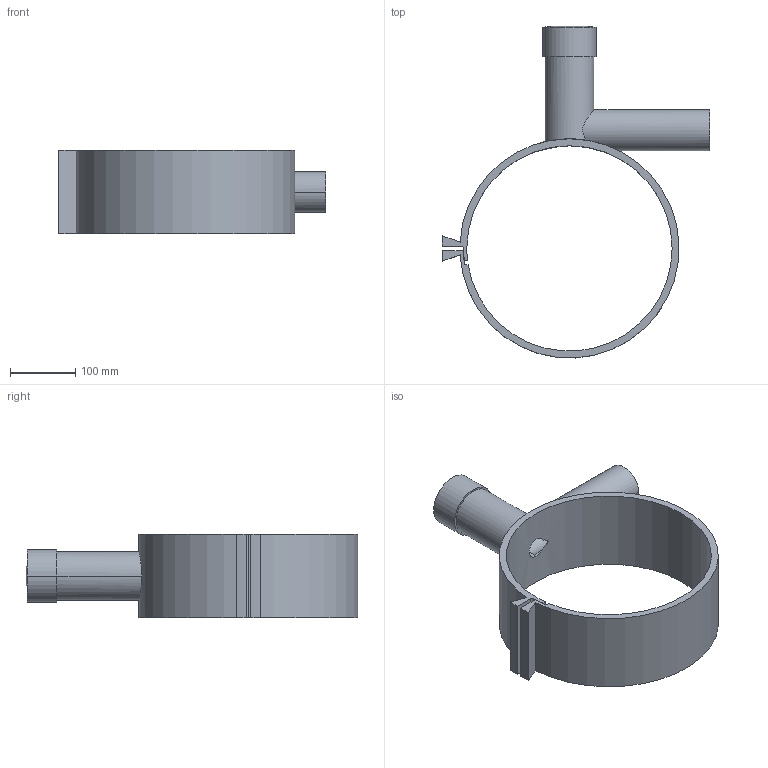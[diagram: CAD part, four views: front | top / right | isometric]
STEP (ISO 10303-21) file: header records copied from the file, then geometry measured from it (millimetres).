
FILE_DESCRIPTION( ( '' ), '1' );
FILE_NAME( 'AGRU_25278316311_PE_100_schwarz_Anbohrschelle_mit_Schraubkappe_315_63_SDR11_ISO_S-5_05.stp', '2017-12-12T10:23:44', ( '' ), ( '' ), ' ', ' ', ' ' );
FILE_SCHEMA( ( 'automotive_design' ) );
Length unit declared in the file: millimetre
Products named in the file (1): 1
Bounding box: 409.97 x 509.23 x 128 mm (x, y, z)
Volume: 2250941.7 mm3; surface area: 432113.8 mm2
Topology: 1 solids, 1 shells, 35 faces, 91 edges, 60 vertices
Faces by surface type: cylinder 21, plane 13, sphere 1
Entity records: 2732 total; most frequent: CARTESIAN_POINT 799, STYLED_ITEM 187, PRESENTATION_STYLE_ASSIGNMENT 187, COLOUR_RGB 187, DIRECTION 185, ORIENTED_EDGE 182, EDGE_CURVE 91, CURVE_STYLE 91
